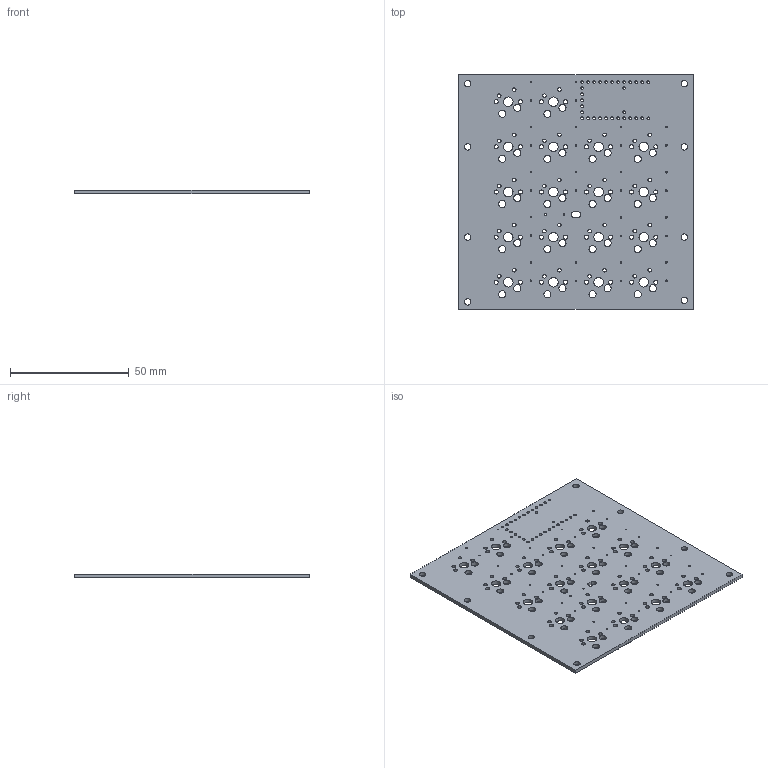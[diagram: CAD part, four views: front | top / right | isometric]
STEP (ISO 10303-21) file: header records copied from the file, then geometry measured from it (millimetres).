
FILE_DESCRIPTION(('KiCad electronic assembly'),'2;1');
FILE_NAME('kailh footprint test board.step','2019-07-24T20:12:38',( 'An Author'),('A Company'),'Open CASCADE STEP processor 6.9', 'KiCad to STEP converter','Unknown');
FILE_SCHEMA(('AUTOMOTIVE_DESIGN { 1 0 10303 214 1 1 1 1 }'));
Length unit declared in the file: millimetre
Products named in the file (2): Open CASCADE STEP translator 6.9 1; COMPOUND
Assembly tree (1 placements, depth 2):
  Open CASCADE STEP translator 6.9 1
    COMPOUND
Bounding box: 99.06 x 99.06 x 1.6 mm (x, y, z)
Volume: 14544.7 mm3; surface area: 20721.7 mm2
Topology: 1 solids, 1 shells, 211 faces, 627 edges, 418 vertices
Faces by surface type: cylinder 203, plane 8
Full cylindrical faces by diameter (mm): 0.7 x36, 1.1 x31, 1.499 x36, 1.702 x36, 2.7 x8, 3 x36, 3.988 x18
Entity records: 17551 total; most frequent: CARTESIAN_POINT 4948, DIRECTION 2307, ORIENTED_EDGE 1254, PCURVE 1254, DEFINITIONAL_REPRESENTATION 1254, LINE 1069, VECTOR 1069, EDGE_CURVE 627
